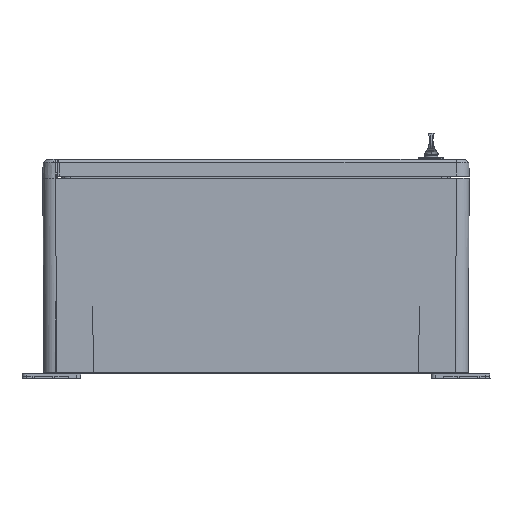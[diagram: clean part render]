
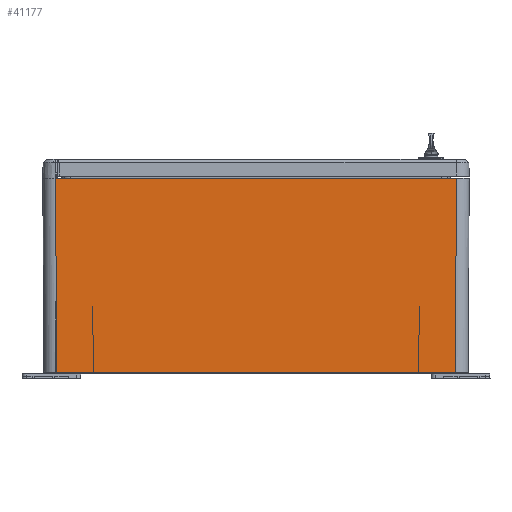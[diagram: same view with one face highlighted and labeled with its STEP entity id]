
A CAD part, front view. The second image highlights one B-rep face of the part: STEP entity #41177.
In plain terms, the highlighted face is planar.
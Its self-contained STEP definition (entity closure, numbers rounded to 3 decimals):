
#4022 = CARTESIAN_POINT ( 'NONE',  ( 550., -84.401, 157.5 ) ) ;
#4441 = DIRECTION ( 'NONE',  ( 0., 1., 0. ) ) ;
#4769 = VECTOR ( 'NONE', #6662, 1000. ) ;
#6662 = DIRECTION ( 'NONE',  ( -0.005, -0.005, -1. ) ) ;
#7467 = FACE_OUTER_BOUND ( 'NONE', #26919, .T. ) ;
#12392 = CARTESIAN_POINT ( 'NONE',  ( 550., 385., 157.5 ) ) ;
#13535 = EDGE_CURVE ( 'NONE', #21378, #45776, #54796, .T. ) ;
#18583 = DIRECTION ( 'NONE',  ( 0.005, 0., 1. ) ) ;
#21024 = ORIENTED_EDGE ( 'NONE', *, *, #36057, .F. ) ;
#21321 = CARTESIAN_POINT ( 'NONE',  ( 548.809, -83.809, -70. ) ) ;
#21378 = VERTEX_POINT ( 'NONE', #56022 ) ;
#25073 = PLANE ( 'NONE',  #25659 ) ;
#25259 = ORIENTED_EDGE ( 'NONE', *, *, #13535, .F. ) ;
#25659 = AXIS2_PLACEMENT_3D ( 'NONE', #48403, #70889, #18583 ) ;
#26629 = CARTESIAN_POINT ( 'NONE',  ( 548.809, 250., -70. ) ) ;
#26919 = EDGE_LOOP ( 'NONE', ( #38188, #59226, #25259, #55145, #21024 ) ) ;
#27201 = VECTOR ( 'NONE', #4441, 1000. ) ;
#27410 = LINE ( 'NONE', #50723, #27201 ) ;
#28157 = EDGE_CURVE ( 'NONE', #51884, #21378, #27410, .T. ) ;
#31272 = DIRECTION ( 'NONE',  ( 0., -1., 0. ) ) ;
#31385 = EDGE_CURVE ( 'NONE', #65411, #55346, #44282, .T. ) ;
#31646 = CARTESIAN_POINT ( 'NONE',  ( 550., -74.4, 157.5 ) ) ;
#32370 = LINE ( 'NONE', #26629, #57426 ) ;
#33172 = DIRECTION ( 'NONE',  ( 0.005, -0.005, 1. ) ) ;
#33894 = CARTESIAN_POINT ( 'NONE',  ( 550., -85., 157.5 ) ) ;
#36057 = EDGE_CURVE ( 'NONE', #55346, #51884, #44242, .T. ) ;
#38188 = ORIENTED_EDGE ( 'NONE', *, *, #31385, .F. ) ;
#39452 = VECTOR ( 'NONE', #48495, 1000. ) ;
#41177 = ADVANCED_FACE ( 'NONE', ( #7467 ), #25073, .F. ) ;
#44242 = LINE ( 'NONE', #31646, #39452 ) ;
#44282 = LINE ( 'NONE', #21321, #68303 ) ;
#45776 = VERTEX_POINT ( 'NONE', #52948 ) ;
#46824 = EDGE_CURVE ( 'NONE', #45776, #65411, #32370, .T. ) ;
#48403 = CARTESIAN_POINT ( 'NONE',  ( 550., 250., 157.5 ) ) ;
#48495 = DIRECTION ( 'NONE',  ( 0., 1., 0. ) ) ;
#50723 = CARTESIAN_POINT ( 'NONE',  ( 550., 250., 157.5 ) ) ;
#51884 = VERTEX_POINT ( 'NONE', #4022 ) ;
#51999 = CARTESIAN_POINT ( 'NONE',  ( 548.809, -83.809, -70. ) ) ;
#52948 = CARTESIAN_POINT ( 'NONE',  ( 548.809, 383.809, -70. ) ) ;
#54796 = LINE ( 'NONE', #12392, #4769 ) ;
#55145 = ORIENTED_EDGE ( 'NONE', *, *, #28157, .F. ) ;
#55346 = VERTEX_POINT ( 'NONE', #33894 ) ;
#56022 = CARTESIAN_POINT ( 'NONE',  ( 550., 385., 157.5 ) ) ;
#57426 = VECTOR ( 'NONE', #31272, 1000. ) ;
#59226 = ORIENTED_EDGE ( 'NONE', *, *, #46824, .F. ) ;
#65411 = VERTEX_POINT ( 'NONE', #51999 ) ;
#68303 = VECTOR ( 'NONE', #33172, 1000. ) ;
#70889 = DIRECTION ( 'NONE',  ( -1., 0., 0.005 ) ) ;
